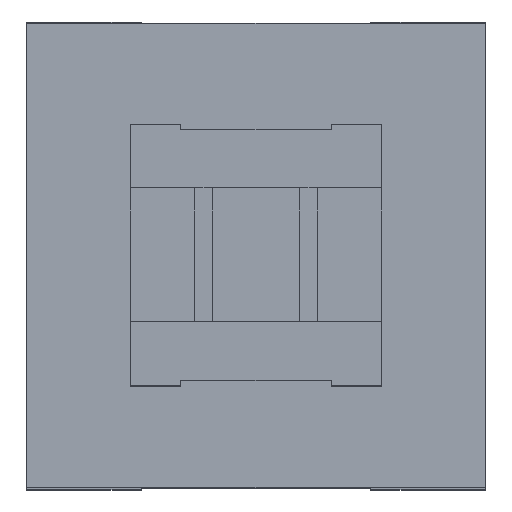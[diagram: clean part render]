
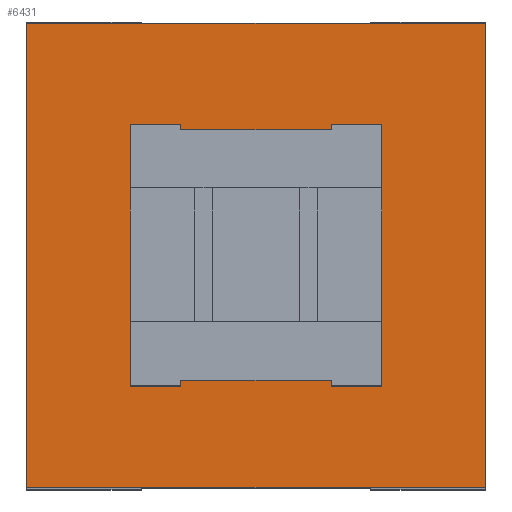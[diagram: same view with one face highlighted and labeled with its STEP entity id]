
A CAD part, top view. The second image highlights one B-rep face of the part: STEP entity #6431.
In plain terms, the highlighted planar face has unit normal (0, 0, 1).
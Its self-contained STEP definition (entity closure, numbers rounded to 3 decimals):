
#499=ORIENTED_EDGE('',*,*,#1687,.T.);
#500=ORIENTED_EDGE('',*,*,#1805,.F.);
#501=ORIENTED_EDGE('',*,*,#1806,.F.);
#502=ORIENTED_EDGE('',*,*,#1807,.F.);
#503=ORIENTED_EDGE('',*,*,#1689,.T.);
#504=ORIENTED_EDGE('',*,*,#1775,.T.);
#505=ORIENTED_EDGE('',*,*,#1749,.T.);
#506=ORIENTED_EDGE('',*,*,#1808,.F.);
#507=ORIENTED_EDGE('',*,*,#1809,.F.);
#508=ORIENTED_EDGE('',*,*,#1810,.T.);
#509=ORIENTED_EDGE('',*,*,#1682,.T.);
#510=ORIENTED_EDGE('',*,*,#1776,.T.);
#511=ORIENTED_EDGE('',*,*,#1811,.F.);
#512=ORIENTED_EDGE('',*,*,#1789,.F.);
#513=ORIENTED_EDGE('',*,*,#1812,.F.);
#514=ORIENTED_EDGE('',*,*,#1779,.F.);
#1682=EDGE_CURVE('',#2351,#2350,#2798,.T.);
#1687=EDGE_CURVE('',#2356,#2355,#2803,.T.);
#1689=EDGE_CURVE('',#2357,#2358,#2805,.T.);
#1749=EDGE_CURVE('',#2402,#2401,#2865,.T.);
#1775=EDGE_CURVE('',#2358,#2402,#2891,.T.);
#1776=EDGE_CURVE('',#2350,#2356,#2892,.T.);
#1779=EDGE_CURVE('',#2421,#2422,#2895,.T.);
#1789=EDGE_CURVE('',#2431,#2432,#2905,.T.);
#1805=EDGE_CURVE('',#2447,#2355,#2921,.T.);
#1806=EDGE_CURVE('',#2448,#2447,#2922,.T.);
#1807=EDGE_CURVE('',#2357,#2448,#2923,.T.);
#1808=EDGE_CURVE('',#2449,#2401,#2924,.T.);
#1809=EDGE_CURVE('',#2450,#2449,#2925,.T.);
#1810=EDGE_CURVE('',#2450,#2351,#2926,.T.);
#1811=EDGE_CURVE('',#2432,#2421,#2927,.T.);
#1812=EDGE_CURVE('',#2422,#2431,#2928,.T.);
#2350=VERTEX_POINT('',#7838);
#2351=VERTEX_POINT('',#7840);
#2355=VERTEX_POINT('',#7849);
#2356=VERTEX_POINT('',#7851);
#2357=VERTEX_POINT('',#7855);
#2358=VERTEX_POINT('',#7856);
#2401=VERTEX_POINT('',#7972);
#2402=VERTEX_POINT('',#7974);
#2421=VERTEX_POINT('',#8031);
#2422=VERTEX_POINT('',#8033);
#2431=VERTEX_POINT('',#8053);
#2432=VERTEX_POINT('',#8054);
#2447=VERTEX_POINT('',#8086);
#2448=VERTEX_POINT('',#8088);
#2449=VERTEX_POINT('',#8091);
#2450=VERTEX_POINT('',#8093);
#2798=LINE('',#7839,#3202);
#2803=LINE('',#7850,#3207);
#2805=LINE('',#7854,#3209);
#2865=LINE('',#7973,#3269);
#2891=LINE('',#8023,#3295);
#2892=LINE('',#8025,#3296);
#2895=LINE('',#8032,#3299);
#2905=LINE('',#8052,#3309);
#2921=LINE('',#8085,#3325);
#2922=LINE('',#8087,#3326);
#2923=LINE('',#8089,#3327);
#2924=LINE('',#8090,#3328);
#2925=LINE('',#8092,#3329);
#2926=LINE('',#8094,#3330);
#2927=LINE('',#8095,#3331);
#2928=LINE('',#8096,#3332);
#3202=VECTOR('',#6953,1000.);
#3207=VECTOR('',#6960,1000.);
#3209=VECTOR('',#6964,1000.);
#3269=VECTOR('',#7052,1000.);
#3295=VECTOR('',#7092,1000.);
#3296=VECTOR('',#7095,1000.);
#3299=VECTOR('',#7100,1000.);
#3309=VECTOR('',#7112,1000.);
#3325=VECTOR('',#7130,1000.);
#3326=VECTOR('',#7131,1000.);
#3327=VECTOR('',#7132,1000.);
#3328=VECTOR('',#7133,1000.);
#3329=VECTOR('',#7134,1000.);
#3330=VECTOR('',#7135,1000.);
#3331=VECTOR('',#7136,1000.);
#3332=VECTOR('',#7137,1000.);
#3635=EDGE_LOOP('',(#499,#500,#501,#502,#503,#504,#505,#506,#507,#508,#509,
#510));
#3636=EDGE_LOOP('',(#511,#512,#513,#514));
#3941=FACE_BOUND('',#3635,.T.);
#3942=FACE_BOUND('',#3636,.T.);
#4242=PLANE('',#6734);
#6431=ADVANCED_FACE('',(#3941,#3942),#4242,.F.);
#6734=AXIS2_PLACEMENT_3D('',#8084,#7128,#7129);
#6953=DIRECTION('',(1.,0.,0.));
#6960=DIRECTION('',(-1.,0.,0.));
#6964=DIRECTION('',(-1.,0.,0.));
#7052=DIRECTION('',(1.,0.,0.));
#7092=DIRECTION('',(0.,1.,0.));
#7095=DIRECTION('',(0.,-1.,0.));
#7100=DIRECTION('',(1.,0.,0.));
#7112=DIRECTION('',(-1.,0.,0.));
#7128=DIRECTION('',(0.,0.,-1.));
#7129=DIRECTION('',(-1.,0.,0.));
#7130=DIRECTION('',(0.,-1.,0.));
#7131=DIRECTION('',(1.,0.,0.));
#7132=DIRECTION('',(0.,1.,0.));
#7133=DIRECTION('',(0.,1.,0.));
#7134=DIRECTION('',(-1.,0.,0.));
#7135=DIRECTION('',(0.,1.,0.));
#7136=DIRECTION('',(0.,1.,0.));
#7137=DIRECTION('',(0.,-1.,0.));
#7838=CARTESIAN_POINT('',(1.892,1.969,8.103));
#7839=CARTESIAN_POINT('',(-1.892,1.969,8.103));
#7840=CARTESIAN_POINT('',(1.351,1.969,8.103));
#7849=CARTESIAN_POINT('',(1.135,-1.969,8.103));
#7850=CARTESIAN_POINT('',(1.892,-1.969,8.103));
#7851=CARTESIAN_POINT('',(1.892,-1.969,8.103));
#7854=CARTESIAN_POINT('',(1.892,-1.969,8.103));
#7855=CARTESIAN_POINT('',(-1.135,-1.969,8.103));
#7856=CARTESIAN_POINT('',(-1.892,-1.969,8.103));
#7972=CARTESIAN_POINT('',(-1.351,1.969,8.103));
#7973=CARTESIAN_POINT('',(-1.892,1.969,8.103));
#7974=CARTESIAN_POINT('',(-1.892,1.969,8.103));
#8023=CARTESIAN_POINT('',(-1.892,-1.969,8.103));
#8025=CARTESIAN_POINT('',(1.892,1.969,8.103));
#8031=CARTESIAN_POINT('',(-3.452,3.493,8.103));
#8032=CARTESIAN_POINT('',(-3.454,3.493,8.103));
#8033=CARTESIAN_POINT('',(3.452,3.493,8.103));
#8052=CARTESIAN_POINT('',(3.454,-3.493,8.103));
#8053=CARTESIAN_POINT('',(3.452,-3.493,8.103));
#8054=CARTESIAN_POINT('',(-3.452,-3.493,8.103));
#8084=CARTESIAN_POINT('',(0.,0.,8.103));
#8085=CARTESIAN_POINT('',(1.135,-1.885,8.103));
#8086=CARTESIAN_POINT('',(1.135,-1.885,8.103));
#8087=CARTESIAN_POINT('',(-1.135,-1.885,8.103));
#8088=CARTESIAN_POINT('',(-1.135,-1.885,8.103));
#8089=CARTESIAN_POINT('',(-1.135,-1.969,8.103));
#8090=CARTESIAN_POINT('',(-1.351,1.308,8.103));
#8091=CARTESIAN_POINT('',(-1.351,1.308,8.103));
#8092=CARTESIAN_POINT('',(1.351,1.308,8.103));
#8093=CARTESIAN_POINT('',(1.351,1.308,8.103));
#8094=CARTESIAN_POINT('',(1.351,1.308,8.103));
#8095=CARTESIAN_POINT('',(-3.452,-3.518,8.103));
#8096=CARTESIAN_POINT('',(3.452,3.493,8.103));
